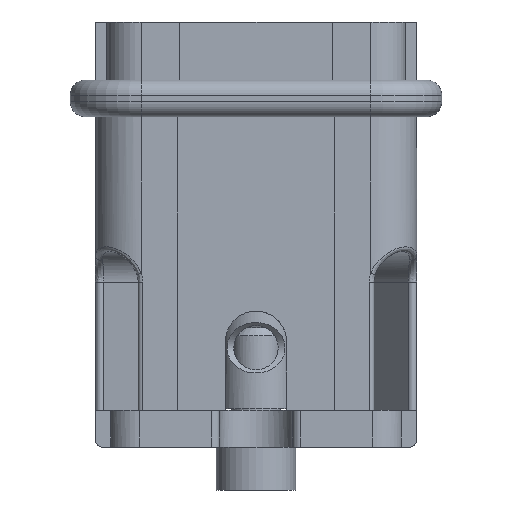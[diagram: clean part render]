
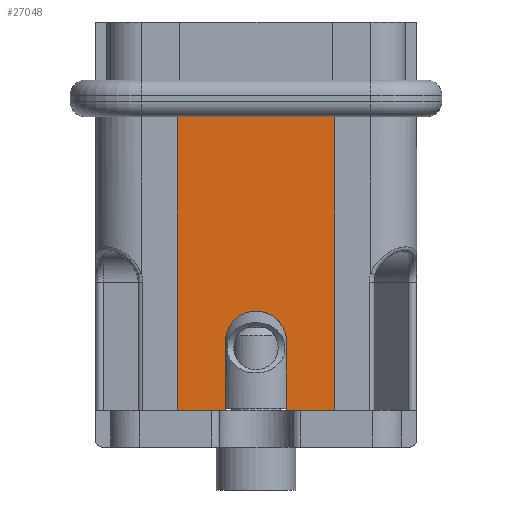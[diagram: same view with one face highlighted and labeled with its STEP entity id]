
A CAD part, front view. The second image highlights one B-rep face of the part: STEP entity #27048.
In plain terms, the highlighted planar face has unit normal (0, -1, 0).
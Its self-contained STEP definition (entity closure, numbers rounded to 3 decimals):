
#508 = DIRECTION ( 'NONE',  ( -1., 0., 0. ) ) ;
#579 = EDGE_CURVE ( 'NONE', #2765, #21605, #2673, .T. ) ;
#791 = EDGE_CURVE ( 'NONE', #24462, #14824, #25587, .T. ) ;
#1533 = EDGE_CURVE ( 'NONE', #22555, #14598, #14456, .T. ) ;
#1701 = ORIENTED_EDGE ( 'NONE', *, *, #32344, .T. ) ;
#1725 = VERTEX_POINT ( 'NONE', #20862 ) ;
#2068 = ORIENTED_EDGE ( 'NONE', *, *, #791, .F. ) ;
#2092 = LINE ( 'NONE', #2500, #2574 ) ;
#2500 = CARTESIAN_POINT ( 'NONE',  ( -2.013, -9.975, -18.7 ) ) ;
#2574 = VECTOR ( 'NONE', #12734, 1000. ) ;
#2643 = DIRECTION ( 'NONE',  ( 0., 0., 1. ) ) ;
#2673 = LINE ( 'NONE', #8519, #13942 ) ;
#2765 = VERTEX_POINT ( 'NONE', #29944 ) ;
#3480 = DIRECTION ( 'NONE',  ( -1., 0., 0. ) ) ;
#3548 = EDGE_CURVE ( 'NONE', #29128, #21512, #21017, .T. ) ;
#3792 = VECTOR ( 'NONE', #6113, 1000. ) ;
#3814 = EDGE_LOOP ( 'NONE', ( #16568, #2068, #22614, #27934, #18498, #6073, #32060, #17514, #1701, #16443, #17566, #8271 ) ) ;
#3846 = AXIS2_PLACEMENT_3D ( 'NONE', #15590, #26050, #22805 ) ;
#4338 = EDGE_CURVE ( 'NONE', #14598, #5400, #21597, .T. ) ;
#4952 = DIRECTION ( 'NONE',  ( 0., -1., 0. ) ) ;
#5166 = CARTESIAN_POINT ( 'NONE',  ( 7.487, -9.975, -18.7 ) ) ;
#5400 = VERTEX_POINT ( 'NONE', #24816 ) ;
#5788 = CARTESIAN_POINT ( 'NONE',  ( -5.163, -9.975, -44.1 ) ) ;
#6073 = ORIENTED_EDGE ( 'NONE', *, *, #9389, .F. ) ;
#6113 = DIRECTION ( 'NONE',  ( 0., 0., -1. ) ) ;
#6123 = CARTESIAN_POINT ( 'NONE',  ( -0.013, -9.975, -44.1 ) ) ;
#8181 = CARTESIAN_POINT ( 'NONE',  ( 7.487, -9.975, -24.7 ) ) ;
#8271 = ORIENTED_EDGE ( 'NONE', *, *, #579, .F. ) ;
#8519 = CARTESIAN_POINT ( 'NONE',  ( -0.013, -9.975, -44.1 ) ) ;
#9389 = EDGE_CURVE ( 'NONE', #5400, #21512, #25515, .T. ) ;
#9624 = CIRCLE ( 'NONE', #3846, 2. ) ;
#10973 = VERTEX_POINT ( 'NONE', #21003 ) ;
#10974 = CARTESIAN_POINT ( 'NONE',  ( 7.487, -9.975, -24.7 ) ) ;
#11183 = DIRECTION ( 'NONE',  ( -1., 0., 0. ) ) ;
#11656 = VERTEX_POINT ( 'NONE', #13566 ) ;
#12734 = DIRECTION ( 'NONE',  ( 0., 0., 1. ) ) ;
#12888 = CARTESIAN_POINT ( 'NONE',  ( -5.163, -9.975, -18.7 ) ) ;
#13566 = CARTESIAN_POINT ( 'NONE',  ( 1.987, -9.975, -39.6 ) ) ;
#13942 = VECTOR ( 'NONE', #3480, 1000. ) ;
#14185 = DIRECTION ( 'NONE',  ( 0., 0., 1. ) ) ;
#14456 = LINE ( 'NONE', #6123, #14850 ) ;
#14598 = VERTEX_POINT ( 'NONE', #5788 ) ;
#14622 = CARTESIAN_POINT ( 'NONE',  ( -7.513, -9.975, -24.124 ) ) ;
#14824 = VERTEX_POINT ( 'NONE', #30823 ) ;
#14850 = VECTOR ( 'NONE', #11183, 1000. ) ;
#15280 = VECTOR ( 'NONE', #22313, 1000. ) ;
#15590 = CARTESIAN_POINT ( 'NONE',  ( -0.013, -9.975, -39.6 ) ) ;
#15711 = CARTESIAN_POINT ( 'NONE',  ( 7.487, -9.975, -24.7 ) ) ;
#15806 = AXIS2_PLACEMENT_3D ( 'NONE', #5166, #4952, #18003 ) ;
#16013 = LINE ( 'NONE', #14622, #15280 ) ;
#16443 = ORIENTED_EDGE ( 'NONE', *, *, #26605, .F. ) ;
#16555 = CARTESIAN_POINT ( 'NONE',  ( -7.513, -9.975, -24.124 ) ) ;
#16568 = ORIENTED_EDGE ( 'NONE', *, *, #22644, .T. ) ;
#17182 = EDGE_CURVE ( 'NONE', #1725, #24462, #25480, .T. ) ;
#17271 = CARTESIAN_POINT ( 'NONE',  ( 5.137, -9.975, -18.7 ) ) ;
#17453 = CARTESIAN_POINT ( 'NONE',  ( -7.513, -9.975, -18.7 ) ) ;
#17514 = ORIENTED_EDGE ( 'NONE', *, *, #1533, .F. ) ;
#17566 = ORIENTED_EDGE ( 'NONE', *, *, #20489, .T. ) ;
#18003 = DIRECTION ( 'NONE',  ( 0., 0., -1. ) ) ;
#18498 = ORIENTED_EDGE ( 'NONE', *, *, #3548, .T. ) ;
#20489 = EDGE_CURVE ( 'NONE', #11656, #21605, #31472, .T. ) ;
#20519 = PLANE ( 'NONE',  #15806 ) ;
#20776 = FACE_OUTER_BOUND ( 'NONE', #3814, .T. ) ;
#20862 = CARTESIAN_POINT ( 'NONE',  ( 7.487, -9.975, -24.124 ) ) ;
#21003 = CARTESIAN_POINT ( 'NONE',  ( -2.013, -9.975, -39.6 ) ) ;
#21017 = LINE ( 'NONE', #17453, #32038 ) ;
#21512 = VERTEX_POINT ( 'NONE', #30202 ) ;
#21597 = LINE ( 'NONE', #12888, #21919 ) ;
#21605 = VERTEX_POINT ( 'NONE', #29979 ) ;
#21919 = VECTOR ( 'NONE', #2643, 1000. ) ;
#22313 = DIRECTION ( 'NONE',  ( 1., 0., 0. ) ) ;
#22517 = EDGE_CURVE ( 'NONE', #29128, #1725, #16013, .T. ) ;
#22555 = VERTEX_POINT ( 'NONE', #32402 ) ;
#22614 = ORIENTED_EDGE ( 'NONE', *, *, #17182, .F. ) ;
#22644 = EDGE_CURVE ( 'NONE', #2765, #14824, #26056, .T. ) ;
#22694 = DIRECTION ( 'NONE',  ( 0., 0., -1. ) ) ;
#22805 = DIRECTION ( 'NONE',  ( 0., 0., -1. ) ) ;
#24462 = VERTEX_POINT ( 'NONE', #8181 ) ;
#24816 = CARTESIAN_POINT ( 'NONE',  ( -5.163, -9.975, -24.7 ) ) ;
#25480 = LINE ( 'NONE', #28273, #3792 ) ;
#25515 = LINE ( 'NONE', #10974, #25734 ) ;
#25587 = LINE ( 'NONE', #15711, #25813 ) ;
#25734 = VECTOR ( 'NONE', #508, 1000. ) ;
#25813 = VECTOR ( 'NONE', #30717, 1000. ) ;
#26050 = DIRECTION ( 'NONE',  ( 0., -1., 0. ) ) ;
#26056 = LINE ( 'NONE', #17271, #26103 ) ;
#26103 = VECTOR ( 'NONE', #14185, 1000. ) ;
#26605 = EDGE_CURVE ( 'NONE', #11656, #10973, #9624, .T. ) ;
#27048 = ADVANCED_FACE ( 'NONE', ( #20776 ), #20519, .T. ) ;
#27934 = ORIENTED_EDGE ( 'NONE', *, *, #22517, .F. ) ;
#28273 = CARTESIAN_POINT ( 'NONE',  ( 7.487, -9.975, -18.7 ) ) ;
#28937 = DIRECTION ( 'NONE',  ( 0., 0., -1. ) ) ;
#29128 = VERTEX_POINT ( 'NONE', #16555 ) ;
#29167 = CARTESIAN_POINT ( 'NONE',  ( 1.987, -9.975, -18.7 ) ) ;
#29944 = CARTESIAN_POINT ( 'NONE',  ( 5.137, -9.975, -44.1 ) ) ;
#29979 = CARTESIAN_POINT ( 'NONE',  ( 1.987, -9.975, -44.1 ) ) ;
#30202 = CARTESIAN_POINT ( 'NONE',  ( -7.513, -9.975, -24.7 ) ) ;
#30717 = DIRECTION ( 'NONE',  ( -1., 0., 0. ) ) ;
#30823 = CARTESIAN_POINT ( 'NONE',  ( 5.137, -9.975, -24.7 ) ) ;
#31259 = VECTOR ( 'NONE', #28937, 1000. ) ;
#31472 = LINE ( 'NONE', #29167, #31259 ) ;
#32038 = VECTOR ( 'NONE', #22694, 1000. ) ;
#32060 = ORIENTED_EDGE ( 'NONE', *, *, #4338, .F. ) ;
#32344 = EDGE_CURVE ( 'NONE', #22555, #10973, #2092, .T. ) ;
#32402 = CARTESIAN_POINT ( 'NONE',  ( -2.013, -9.975, -44.1 ) ) ;
